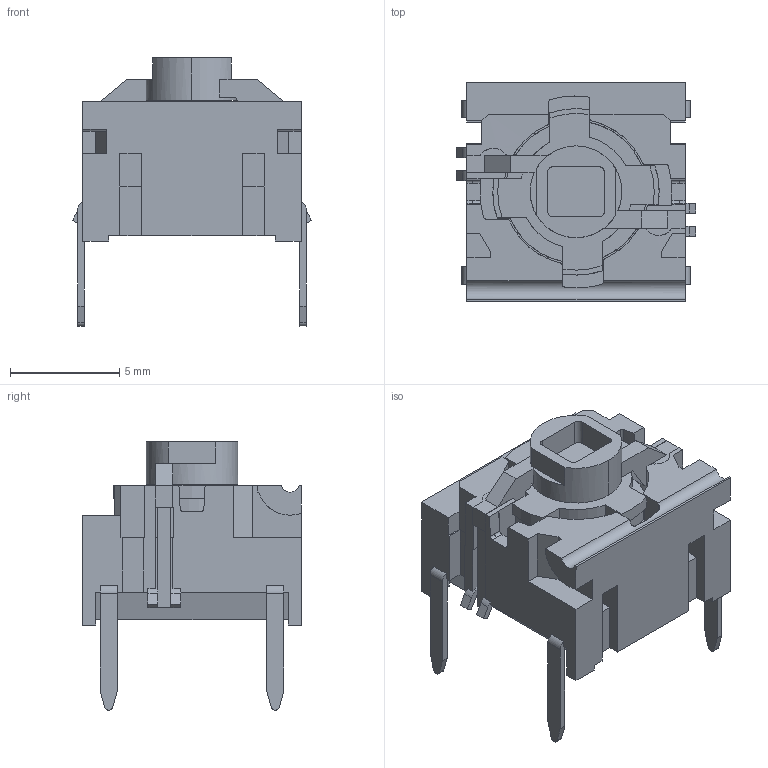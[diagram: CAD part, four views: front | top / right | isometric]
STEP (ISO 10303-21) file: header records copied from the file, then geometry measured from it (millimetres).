
FILE_DESCRIPTION (( 'STEP AP214' ), '1' );
FILE_NAME ('5GTH9XX.STEP', '2014-12-11T10:28:22', ( '' ), ( '' ), 'SwSTEP 2.0', 'SolidWorks 2014', '' );
FILE_SCHEMA (( 'AUTOMOTIVE_DESIGN' ));
Length unit declared in the file: millimetre
Products named in the file (1): 5GTH9XX
Bounding box: 10.95 x 10 x 12.29 mm (x, y, z)
Volume: 542.9 mm3; surface area: 760.8 mm2
Topology: 1 solids, 1 shells, 495 faces, 1466 edges, 958 vertices
Faces by surface type: plane 355, cylinder 96, bspline 32, cone 12
Entity records: 17093 total; most frequent: CARTESIAN_POINT 4411, ORIENTED_EDGE 2932, DIRECTION 2202, EDGE_CURVE 1466, LINE 1040, VECTOR 1040, VERTEX_POINT 958, AXIS2_PLACEMENT_3D 581
